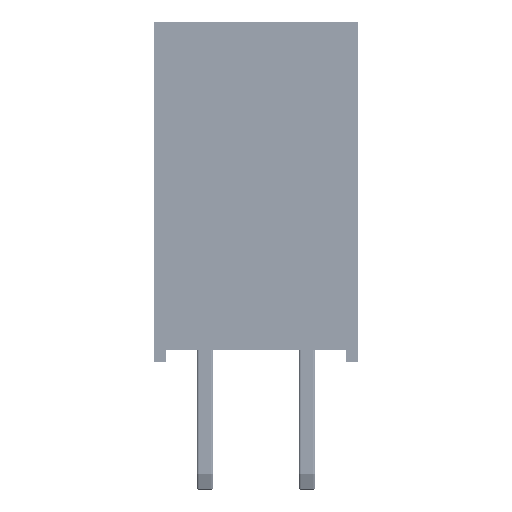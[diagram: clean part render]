
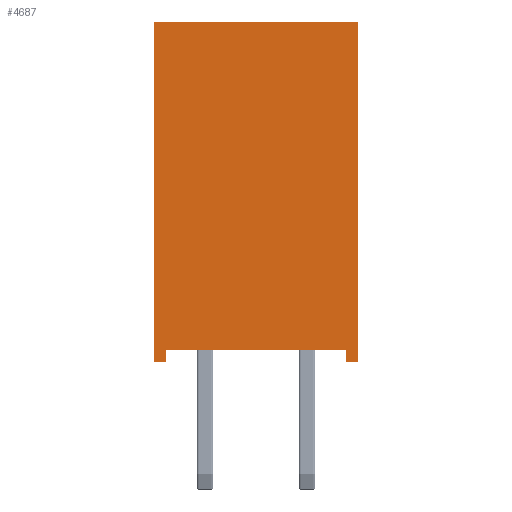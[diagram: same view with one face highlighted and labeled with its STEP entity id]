
A CAD part, left-side view. The second image highlights one B-rep face of the part: STEP entity #4687.
In plain terms, the highlighted planar face has unit normal (-1, 0, 0).
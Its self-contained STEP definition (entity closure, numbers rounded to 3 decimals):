
#714=FACE_OUTER_BOUND('',#1004,.T.);
#1004=EDGE_LOOP('',(#3064,#3065,#3066,#3067,#3068,#3069,#3070,#3071));
#1326=LINE('',#7314,#1674);
#1327=LINE('',#7317,#1675);
#1329=LINE('',#7321,#1677);
#1330=LINE('',#7323,#1678);
#1331=LINE('',#7325,#1679);
#1332=LINE('',#7327,#1680);
#1333=LINE('',#7329,#1681);
#1334=LINE('',#7330,#1682);
#1674=VECTOR('',#5691,10.);
#1675=VECTOR('',#5694,10.);
#1677=VECTOR('',#5698,10.);
#1678=VECTOR('',#5699,10.);
#1679=VECTOR('',#5700,10.);
#1680=VECTOR('',#5701,10.);
#1681=VECTOR('',#5702,10.);
#1682=VECTOR('',#5703,10.);
#2020=VERTEX_POINT('',#7310);
#2021=VERTEX_POINT('',#7312);
#2022=VERTEX_POINT('',#7316);
#2023=VERTEX_POINT('',#7320);
#2024=VERTEX_POINT('',#7322);
#2025=VERTEX_POINT('',#7324);
#2026=VERTEX_POINT('',#7326);
#2027=VERTEX_POINT('',#7328);
#2398=EDGE_CURVE('',#2020,#2021,#1326,.T.);
#2399=EDGE_CURVE('',#2022,#2020,#1327,.T.);
#2401=EDGE_CURVE('',#2021,#2023,#1329,.T.);
#2402=EDGE_CURVE('',#2023,#2024,#1330,.T.);
#2403=EDGE_CURVE('',#2024,#2025,#1331,.T.);
#2404=EDGE_CURVE('',#2025,#2026,#1332,.T.);
#2405=EDGE_CURVE('',#2027,#2026,#1333,.T.);
#2406=EDGE_CURVE('',#2022,#2027,#1334,.T.);
#3064=ORIENTED_EDGE('',*,*,#2401,.T.);
#3065=ORIENTED_EDGE('',*,*,#2402,.T.);
#3066=ORIENTED_EDGE('',*,*,#2403,.T.);
#3067=ORIENTED_EDGE('',*,*,#2404,.T.);
#3068=ORIENTED_EDGE('',*,*,#2405,.F.);
#3069=ORIENTED_EDGE('',*,*,#2406,.F.);
#3070=ORIENTED_EDGE('',*,*,#2399,.T.);
#3071=ORIENTED_EDGE('',*,*,#2398,.T.);
#4358=PLANE('',#5031);
#4687=ADVANCED_FACE('',(#714),#4358,.T.);
#5031=AXIS2_PLACEMENT_3D('',#7319,#5696,#5697);
#5691=DIRECTION('',(0.,0.,1.));
#5694=DIRECTION('',(0.,-1.,0.));
#5696=DIRECTION('center_axis',(-1.,0.,0.));
#5697=DIRECTION('ref_axis',(0.,-1.,0.));
#5698=DIRECTION('',(0.,-1.,0.));
#5699=DIRECTION('',(0.,0.,-1.));
#5700=DIRECTION('',(0.,-1.,0.));
#5701=DIRECTION('',(0.,0.,1.));
#5702=DIRECTION('',(0.,-1.,0.));
#5703=DIRECTION('',(0.,0.,1.));
#7310=CARTESIAN_POINT('',(-1.27,3.51,0.));
#7312=CARTESIAN_POINT('',(-1.27,3.51,0.3));
#7314=CARTESIAN_POINT('',(-1.27,3.51,0.));
#7316=CARTESIAN_POINT('',(-1.27,3.81,0.));
#7317=CARTESIAN_POINT('',(-1.27,3.81,0.));
#7319=CARTESIAN_POINT('Origin',(-1.27,1.27,0.));
#7320=CARTESIAN_POINT('',(-1.27,-0.97,0.3));
#7321=CARTESIAN_POINT('',(-1.27,1.27,0.3));
#7322=CARTESIAN_POINT('',(-1.27,-0.97,0.));
#7323=CARTESIAN_POINT('',(-1.27,-0.97,0.));
#7324=CARTESIAN_POINT('',(-1.27,-1.27,0.));
#7325=CARTESIAN_POINT('',(-1.27,1.27,0.));
#7326=CARTESIAN_POINT('',(-1.27,-1.27,8.5));
#7327=CARTESIAN_POINT('',(-1.27,-1.27,0.));
#7328=CARTESIAN_POINT('',(-1.27,3.81,8.5));
#7329=CARTESIAN_POINT('',(-1.27,3.81,8.5));
#7330=CARTESIAN_POINT('',(-1.27,3.81,0.));
